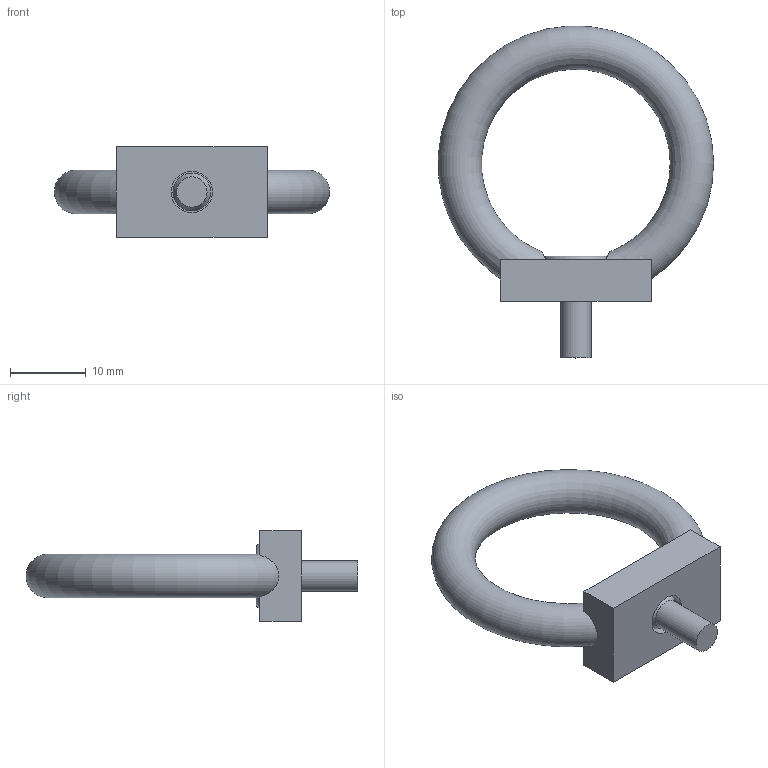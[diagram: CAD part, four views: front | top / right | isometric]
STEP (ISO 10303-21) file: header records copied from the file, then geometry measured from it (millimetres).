
FILE_DESCRIPTION(/* description */ (''),/* implementation_level */ '2;1');
FILE_NAME(/* name */ '142125',/* time_stamp */ '2014-10-06T12:06:04+02:00',/* author */ (''),/* organization */ (''),/* preprocessor_version */ 'ST-DEVELOPER v14',/* originating_system */ 'HiCAD 2013 1802.4 Build 509',/* authorisation */ '');
FILE_SCHEMA (('AUTOMOTIVE_DESIGN { 1 0 10303 214 1 1 1 1 }'));
Length unit declared in the file: millimetre
Products named in the file (3): Root; 142125IR-Quick 25 S, rond 25-8EBOIKON; DIN 7984-M5x10-8.8Cheese-head screw0
Assembly tree (2 placements, depth 3):
  Root
    142125IR-Quick 25 S, rond 25-8EBOIKON
      DIN 7984-M5x10-8.8Cheese-head screw0
Bounding box: 36.46 x 43.97 x 12 mm (x, y, z)
Volume: 3454.1 mm3; surface area: 2650.4 mm2
Topology: 2 solids, 2 shells, 33 faces, 80 edges, 52 vertices
Faces by surface type: plane 24, cylinder 5, cone 2, torus 2
Full cylindrical faces by diameter (mm): 4.019 x1, 5 x1, 5.5 x1, 8.5 x1, 9 x1
Entity records: 2184 total; most frequent: CARTESIAN_POINT 778, DIRECTION 150, PRESENTATION_STYLE_ASSIGNMENT 132, COLOUR_RGB 132, DRAUGHTING_PRE_DEFINED_CURVE_FONT 130, CURVE_STYLE 130, OVER_RIDING_STYLED_ITEM 130, ORIENTED_EDGE 130
